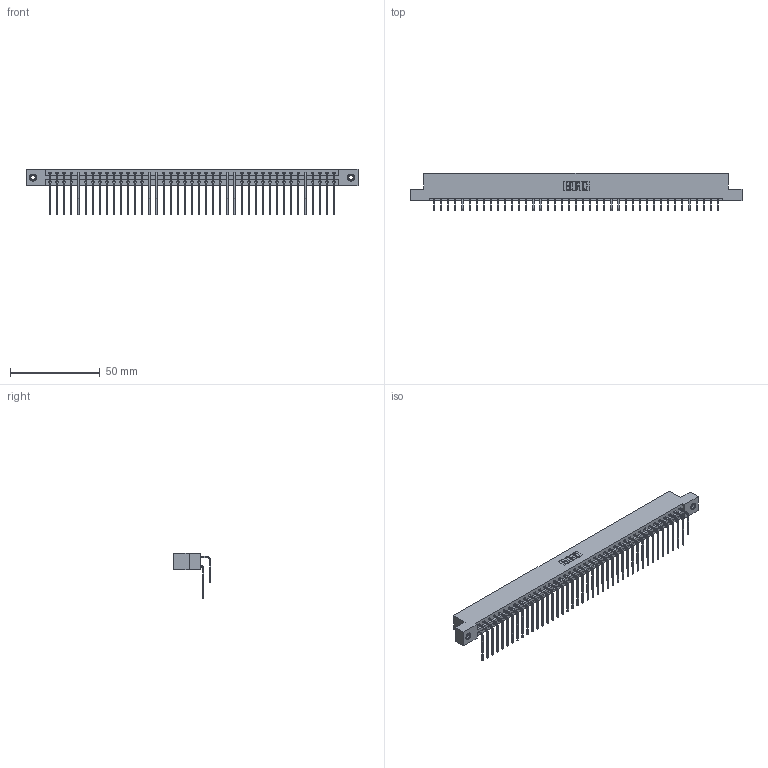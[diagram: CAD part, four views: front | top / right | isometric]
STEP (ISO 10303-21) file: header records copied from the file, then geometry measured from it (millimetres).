
FILE_DESCRIPTION (( 'STEP AP203' ), '1' );
FILE_NAME ('337-082-559-207.STEP', '2018-08-12T21:19:23', ( '' ), ( '' ), 'SwSTEP 2.0', 'SolidWorks 2016', '' );
FILE_SCHEMA (( 'CONFIG_CONTROL_DESIGN' ));
Length unit declared in the file: inch
Products named in the file (5): 345-250-001_345-250-005-103; 337-082-559-207; 337 Part_Flush Mounting Lugs - 0.156 Dia-TI; 345-292-001_558 559 Tail - 1; 345-292-001_559 Tail - 2
Assembly tree (85 placements, depth 2):
  337-082-559-207
    337 Part_Flush Mounting Lugs - 0.156 Dia-TI
    345-292-001_558 559 Tail - 1  x41
    345-292-001_559 Tail - 2  x41
    345-250-001_345-250-005-103  x2
Bounding box: 185.47 x 20.9 x 25.53 mm (x, y, z)
Volume: 19992.6 mm3; surface area: 25003.1 mm2
Topology: 85 solids, 85 shells, 4766 faces, 14141 edges, 9310 vertices
Faces by surface type: plane 3382, cylinder 1368, cone 12, torus 4
Entity records: 34888 total; most frequent: CARTESIAN_POINT 5904, ORIENTED_EDGE 5782, DIRECTION 5037, EDGE_CURVE 2891, LINE 2703, VECTOR 2703, VERTEX_POINT 1920, AXIS2_PLACEMENT_3D 1167
